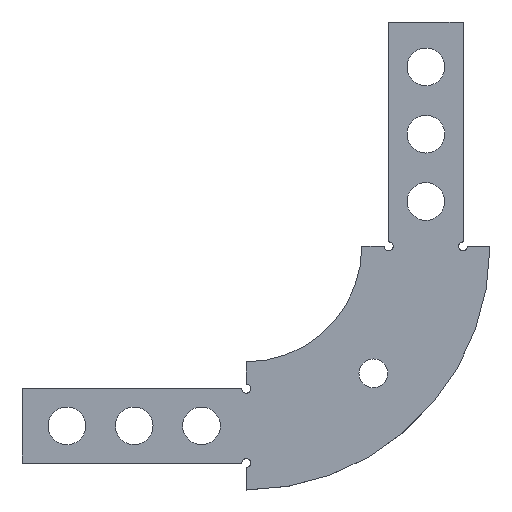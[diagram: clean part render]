
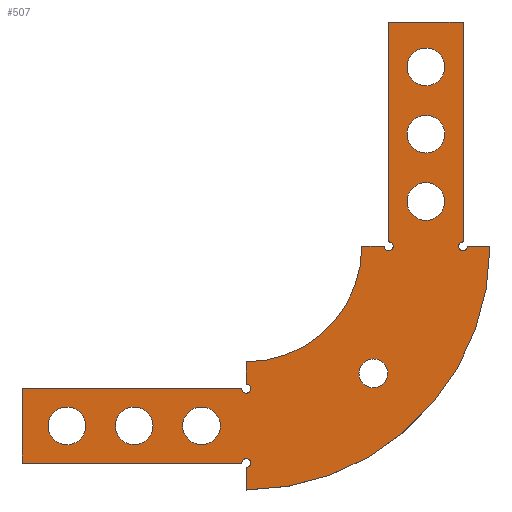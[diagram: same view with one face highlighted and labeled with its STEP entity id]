
A CAD part, top view. The second image highlights one B-rep face of the part: STEP entity #507.
In plain terms, the highlighted planar face has unit normal (0, 0, 1).
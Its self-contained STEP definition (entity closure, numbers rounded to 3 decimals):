
#22=FACE_BOUND('',#98,.T.);
#23=FACE_BOUND('',#99,.T.);
#24=FACE_BOUND('',#100,.T.);
#25=FACE_BOUND('',#101,.T.);
#26=FACE_BOUND('',#102,.T.);
#27=FACE_BOUND('',#103,.T.);
#28=FACE_BOUND('',#104,.T.);
#40=PLANE('',#572);
#65=FACE_OUTER_BOUND('',#97,.T.);
#97=EDGE_LOOP('',(#447,#448,#449,#450,#451,#452,#453,#454,#455,#456,#457,
#458,#459,#460,#461,#462));
#98=EDGE_LOOP('',(#463));
#99=EDGE_LOOP('',(#464));
#100=EDGE_LOOP('',(#465));
#101=EDGE_LOOP('',(#466));
#102=EDGE_LOOP('',(#467));
#103=EDGE_LOOP('',(#468));
#104=EDGE_LOOP('',(#469));
#115=LINE('',#771,#158);
#118=LINE('',#777,#161);
#123=LINE('',#786,#166);
#124=LINE('',#789,#167);
#129=LINE('',#798,#172);
#130=LINE('',#801,#173);
#135=LINE('',#810,#178);
#144=LINE('',#849,#187);
#145=LINE('',#854,#188);
#147=LINE('',#857,#190);
#158=VECTOR('',#623,10.);
#161=VECTOR('',#628,10.);
#166=VECTOR('',#635,10.);
#167=VECTOR('',#638,10.);
#172=VECTOR('',#645,10.);
#173=VECTOR('',#648,10.);
#178=VECTOR('',#655,10.);
#187=VECTOR('',#702,10.);
#188=VECTOR('',#709,10.);
#190=VECTOR('',#713,10.);
#192=CIRCLE('',#524,2.1);
#194=CIRCLE('',#527,2.1);
#195=CIRCLE('',#529,0.5);
#197=CIRCLE('',#532,0.5);
#199=CIRCLE('',#535,0.5);
#201=CIRCLE('',#538,0.5);
#210=CIRCLE('',#556,1.6);
#211=CIRCLE('',#558,2.1);
#212=CIRCLE('',#560,2.1);
#213=CIRCLE('',#562,2.1);
#214=CIRCLE('',#564,2.1);
#215=CIRCLE('',#567,12.861);
#216=CIRCLE('',#571,27.139);
#218=VERTEX_POINT('',#724);
#220=VERTEX_POINT('',#730);
#221=VERTEX_POINT('',#734);
#222=VERTEX_POINT('',#735);
#225=VERTEX_POINT('',#743);
#226=VERTEX_POINT('',#744);
#229=VERTEX_POINT('',#752);
#230=VERTEX_POINT('',#753);
#233=VERTEX_POINT('',#761);
#234=VERTEX_POINT('',#762);
#237=VERTEX_POINT('',#770);
#239=VERTEX_POINT('',#776);
#242=VERTEX_POINT('',#784);
#243=VERTEX_POINT('',#788);
#246=VERTEX_POINT('',#796);
#247=VERTEX_POINT('',#800);
#250=VERTEX_POINT('',#808);
#257=VERTEX_POINT('',#829);
#258=VERTEX_POINT('',#833);
#259=VERTEX_POINT('',#837);
#260=VERTEX_POINT('',#841);
#261=VERTEX_POINT('',#845);
#262=VERTEX_POINT('',#853);
#265=EDGE_CURVE('',#218,#218,#192,.T.);
#268=EDGE_CURVE('',#220,#220,#194,.T.);
#269=EDGE_CURVE('',#221,#222,#195,.T.);
#273=EDGE_CURVE('',#225,#226,#197,.T.);
#277=EDGE_CURVE('',#229,#230,#199,.T.);
#281=EDGE_CURVE('',#233,#234,#201,.T.);
#285=EDGE_CURVE('',#222,#237,#115,.T.);
#288=EDGE_CURVE('',#239,#226,#118,.T.);
#293=EDGE_CURVE('',#225,#242,#123,.T.);
#294=EDGE_CURVE('',#230,#243,#124,.T.);
#299=EDGE_CURVE('',#246,#229,#129,.T.);
#300=EDGE_CURVE('',#247,#234,#130,.T.);
#305=EDGE_CURVE('',#233,#250,#135,.T.);
#317=EDGE_CURVE('',#257,#257,#210,.T.);
#319=EDGE_CURVE('',#258,#258,#211,.T.);
#321=EDGE_CURVE('',#259,#259,#212,.T.);
#323=EDGE_CURVE('',#260,#260,#213,.T.);
#325=EDGE_CURVE('',#261,#261,#214,.T.);
#326=EDGE_CURVE('',#242,#247,#144,.T.);
#327=EDGE_CURVE('',#246,#239,#215,.T.);
#328=EDGE_CURVE('',#243,#262,#145,.T.);
#330=EDGE_CURVE('',#262,#221,#147,.T.);
#331=EDGE_CURVE('',#237,#250,#216,.T.);
#447=ORIENTED_EDGE('',*,*,#269,.F.);
#448=ORIENTED_EDGE('',*,*,#330,.F.);
#449=ORIENTED_EDGE('',*,*,#328,.F.);
#450=ORIENTED_EDGE('',*,*,#294,.F.);
#451=ORIENTED_EDGE('',*,*,#277,.F.);
#452=ORIENTED_EDGE('',*,*,#299,.F.);
#453=ORIENTED_EDGE('',*,*,#327,.T.);
#454=ORIENTED_EDGE('',*,*,#288,.T.);
#455=ORIENTED_EDGE('',*,*,#273,.F.);
#456=ORIENTED_EDGE('',*,*,#293,.T.);
#457=ORIENTED_EDGE('',*,*,#326,.T.);
#458=ORIENTED_EDGE('',*,*,#300,.T.);
#459=ORIENTED_EDGE('',*,*,#281,.F.);
#460=ORIENTED_EDGE('',*,*,#305,.T.);
#461=ORIENTED_EDGE('',*,*,#331,.F.);
#462=ORIENTED_EDGE('',*,*,#285,.F.);
#463=ORIENTED_EDGE('',*,*,#265,.T.);
#464=ORIENTED_EDGE('',*,*,#268,.T.);
#465=ORIENTED_EDGE('',*,*,#317,.F.);
#466=ORIENTED_EDGE('',*,*,#319,.F.);
#467=ORIENTED_EDGE('',*,*,#321,.F.);
#468=ORIENTED_EDGE('',*,*,#323,.F.);
#469=ORIENTED_EDGE('',*,*,#325,.F.);
#507=ADVANCED_FACE('',(#65,#22,#23,#24,#25,#26,#27,#28),#40,.F.);
#524=AXIS2_PLACEMENT_3D('',#726,#580,#581);
#527=AXIS2_PLACEMENT_3D('',#732,#587,#588);
#529=AXIS2_PLACEMENT_3D('',#736,#591,#592);
#532=AXIS2_PLACEMENT_3D('',#745,#599,#600);
#535=AXIS2_PLACEMENT_3D('',#754,#607,#608);
#538=AXIS2_PLACEMENT_3D('',#763,#615,#616);
#556=AXIS2_PLACEMENT_3D('',#831,#678,#679);
#558=AXIS2_PLACEMENT_3D('',#835,#683,#684);
#560=AXIS2_PLACEMENT_3D('',#839,#688,#689);
#562=AXIS2_PLACEMENT_3D('',#843,#693,#694);
#564=AXIS2_PLACEMENT_3D('',#847,#698,#699);
#567=AXIS2_PLACEMENT_3D('',#851,#705,#706);
#571=AXIS2_PLACEMENT_3D('',#859,#716,#717);
#572=AXIS2_PLACEMENT_3D('',#860,#718,#719);
#580=DIRECTION('center_axis',(0.,0.,
-1.));
#581=DIRECTION('ref_axis',(0.,1.,0.));
#587=DIRECTION('center_axis',(0.,0.,
-1.));
#588=DIRECTION('ref_axis',(0.,1.,0.));
#591=DIRECTION('center_axis',(0.,0.,
1.));
#592=DIRECTION('ref_axis',(1.,0.,0.));
#599=DIRECTION('center_axis',(0.,0.,
1.));
#600=DIRECTION('ref_axis',(1.,0.,0.));
#607=DIRECTION('center_axis',(0.,0.,
1.));
#608=DIRECTION('ref_axis',(1.,0.,0.));
#615=DIRECTION('center_axis',(0.,0.,
1.));
#616=DIRECTION('ref_axis',(1.,0.,0.));
#623=DIRECTION('',(1.,0.,0.));
#628=DIRECTION('',(0.,-1.,0.));
#635=DIRECTION('',(-1.,0.,0.));
#638=DIRECTION('',(0.,1.,0.));
#645=DIRECTION('',(1.,0.,0.));
#648=DIRECTION('',(1.,0.,0.));
#655=DIRECTION('',(0.,-1.,0.));
#678=DIRECTION('center_axis',(0.,0.,
1.));
#679=DIRECTION('ref_axis',(1.,0.,0.));
#683=DIRECTION('center_axis',(0.,0.,
1.));
#684=DIRECTION('ref_axis',(1.,0.,0.));
#688=DIRECTION('center_axis',(0.,0.,
1.));
#689=DIRECTION('ref_axis',(1.,0.,0.));
#693=DIRECTION('center_axis',(0.,0.,
1.));
#694=DIRECTION('ref_axis',(1.,0.,0.));
#698=DIRECTION('center_axis',(0.,0.,
1.));
#699=DIRECTION('ref_axis',(1.,0.,0.));
#702=DIRECTION('',(0.,-1.,0.));
#705=DIRECTION('center_axis',(0.,0.,
-1.));
#706=DIRECTION('ref_axis',(1.,0.,0.));
#709=DIRECTION('',(1.,0.,0.));
#713=DIRECTION('',(0.,-1.,0.));
#716=DIRECTION('center_axis',(0.,0.,
-1.));
#717=DIRECTION('ref_axis',(1.,0.,0.));
#718=DIRECTION('center_axis',(0.,0.,
-1.));
#719=DIRECTION('ref_axis',(1.,0.,0.));
#724=CARTESIAN_POINT('',(162.5,-247.1,-56.8));
#726=CARTESIAN_POINT('Origin',(162.5,-245.,-56.8));
#730=CARTESIAN_POINT('',(195.,-214.6,-56.8));
#732=CARTESIAN_POINT('Origin',(195.,-212.5,-56.8));
#734=CARTESIAN_POINT('',(199.139,-224.5,-56.8));
#735=CARTESIAN_POINT('',(199.639,-225.,-56.8));
#736=CARTESIAN_POINT('Origin',(199.139,-225.,-56.8));
#743=CARTESIAN_POINT('',(174.5,-240.861,-56.8));
#744=CARTESIAN_POINT('',(175.,-240.361,-56.8));
#745=CARTESIAN_POINT('Origin',(175.,-240.861,-56.8));
#752=CARTESIAN_POINT('',(190.361,-225.,-56.8));
#753=CARTESIAN_POINT('',(190.861,-224.5,-56.8));
#754=CARTESIAN_POINT('Origin',(190.861,-225.,-56.8));
#761=CARTESIAN_POINT('',(175.,-249.639,-56.8));
#762=CARTESIAN_POINT('',(174.5,-249.139,-56.8));
#763=CARTESIAN_POINT('Origin',(175.,-249.139,-56.8));
#770=CARTESIAN_POINT('',(202.139,-225.,-56.8));
#771=CARTESIAN_POINT('',(185.,-225.,-56.8));
#776=CARTESIAN_POINT('',(175.,-237.861,-56.8));
#777=CARTESIAN_POINT('',(175.,-235.,-56.8));
#784=CARTESIAN_POINT('',(150.,-240.861,-56.8));
#786=CARTESIAN_POINT('',(175.,-240.861,-56.8));
#788=CARTESIAN_POINT('',(190.861,-200.,-56.8));
#789=CARTESIAN_POINT('',(190.861,-225.,-56.8));
#796=CARTESIAN_POINT('',(187.861,-225.,-56.8));
#798=CARTESIAN_POINT('',(185.,-225.,-56.8));
#800=CARTESIAN_POINT('',(150.,-249.139,-56.8));
#801=CARTESIAN_POINT('',(150.,-249.139,-56.8));
#808=CARTESIAN_POINT('',(175.,-252.139,-56.8));
#810=CARTESIAN_POINT('',(175.,-235.,-56.8));
#829=CARTESIAN_POINT('',(187.542,-239.142,-56.8));
#831=CARTESIAN_POINT('Origin',(189.142,-239.142,-56.8));
#833=CARTESIAN_POINT('',(192.9,-220.,-56.8));
#835=CARTESIAN_POINT('Origin',(195.,-220.,-56.8));
#837=CARTESIAN_POINT('',(167.9,-245.,-56.8));
#839=CARTESIAN_POINT('Origin',(170.,-245.,-56.8));
#841=CARTESIAN_POINT('',(192.9,-205.,-56.8));
#843=CARTESIAN_POINT('Origin',(195.,-205.,-56.8));
#845=CARTESIAN_POINT('',(152.9,-245.,-56.8));
#847=CARTESIAN_POINT('Origin',(155.,-245.,-56.8));
#849=CARTESIAN_POINT('',(150.,-240.861,-56.8));
#851=CARTESIAN_POINT('Origin',(175.,-225.,-56.8));
#853=CARTESIAN_POINT('',(199.139,-200.,-56.8));
#854=CARTESIAN_POINT('',(190.861,-200.,-56.8));
#857=CARTESIAN_POINT('',(199.139,-200.,-56.8));
#859=CARTESIAN_POINT('Origin',(175.,-225.,-56.8));
#860=CARTESIAN_POINT('Origin',(162.5,-245.,-56.8));
